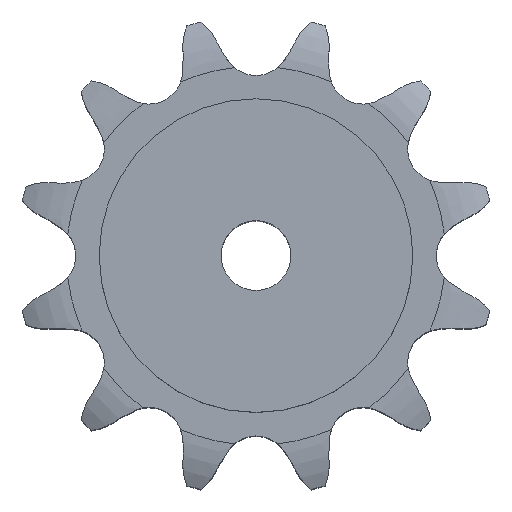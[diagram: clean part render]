
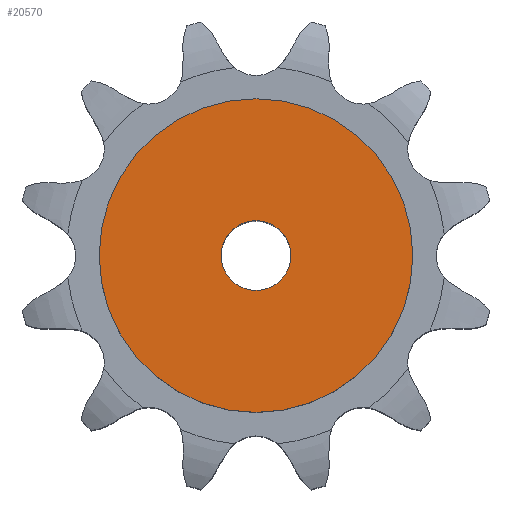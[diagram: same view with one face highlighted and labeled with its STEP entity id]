
A CAD part, top view. The second image highlights one B-rep face of the part: STEP entity #20570.
In plain terms, the highlighted planar face has unit normal (0, 0, 1).
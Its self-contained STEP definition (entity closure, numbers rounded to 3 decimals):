
#11161 = CYLINDRICAL_SURFACE('',#11162,10.);
#11162 = AXIS2_PLACEMENT_3D('',#11163,#11164,#11165);
#11163 = CARTESIAN_POINT('',(0.,0.,249.773));
#11164 = DIRECTION('',(0.,0.,1.));
#11165 = DIRECTION('',(1.,0.,0.));
#14133 = EDGE_CURVE('',#14134,#14134,#14136,.T.);
#14134 = VERTEX_POINT('',#14135);
#14135 = CARTESIAN_POINT('',(10.,0.,115.));
#14136 = SURFACE_CURVE('',#14137,(#14142,#14149),.PCURVE_S1.);
#14137 = CIRCLE('',#14138,10.);
#14138 = AXIS2_PLACEMENT_3D('',#14139,#14140,#14141);
#14139 = CARTESIAN_POINT('',(0.,0.,115.));
#14140 = DIRECTION('',(0.,0.,1.));
#14141 = DIRECTION('',(1.,0.,0.));
#14142 = PCURVE('',#11161,#14143);
#14143 = DEFINITIONAL_REPRESENTATION('',(#14144),#14148);
#14144 = LINE('',#14145,#14146);
#14145 = CARTESIAN_POINT('',(0.,-134.773));
#14146 = VECTOR('',#14147,1.);
#14147 = DIRECTION('',(1.,0.));
#14148 = ( GEOMETRIC_REPRESENTATION_CONTEXT(2) 
PARAMETRIC_REPRESENTATION_CONTEXT() REPRESENTATION_CONTEXT('2D SPACE',''
  ) );
#14149 = PCURVE('',#14150,#14155);
#14150 = PLANE('',#14151);
#14151 = AXIS2_PLACEMENT_3D('',#14152,#14153,#14154);
#14152 = CARTESIAN_POINT('',(0.,0.,115.)
  );
#14153 = DIRECTION('',(0.,0.,1.));
#14154 = DIRECTION('',(1.,0.,0.));
#14155 = DEFINITIONAL_REPRESENTATION('',(#14156),#14160);
#14156 = CIRCLE('',#14157,10.);
#14157 = AXIS2_PLACEMENT_2D('',#14158,#14159);
#14158 = CARTESIAN_POINT('',(0.,0.));
#14159 = DIRECTION('',(1.,0.));
#14160 = ( GEOMETRIC_REPRESENTATION_CONTEXT(2) 
PARAMETRIC_REPRESENTATION_CONTEXT() REPRESENTATION_CONTEXT('2D SPACE',''
  ) );
#20570 = ADVANCED_FACE('',(#20571,#20602),#14150,.T.);
#20571 = FACE_BOUND('',#20572,.T.);
#20572 = EDGE_LOOP('',(#20573));
#20573 = ORIENTED_EDGE('',*,*,#20574,.T.);
#20574 = EDGE_CURVE('',#20575,#20575,#20577,.T.);
#20575 = VERTEX_POINT('',#20576);
#20576 = CARTESIAN_POINT('',(45.,0.,115.));
#20577 = SURFACE_CURVE('',#20578,(#20583,#20590),.PCURVE_S1.);
#20578 = CIRCLE('',#20579,45.);
#20579 = AXIS2_PLACEMENT_3D('',#20580,#20581,#20582);
#20580 = CARTESIAN_POINT('',(0.,0.,115.));
#20581 = DIRECTION('',(0.,0.,1.));
#20582 = DIRECTION('',(1.,0.,0.));
#20583 = PCURVE('',#14150,#20584);
#20584 = DEFINITIONAL_REPRESENTATION('',(#20585),#20589);
#20585 = CIRCLE('',#20586,45.);
#20586 = AXIS2_PLACEMENT_2D('',#20587,#20588);
#20587 = CARTESIAN_POINT('',(0.,0.));
#20588 = DIRECTION('',(1.,0.));
#20589 = ( GEOMETRIC_REPRESENTATION_CONTEXT(2) 
PARAMETRIC_REPRESENTATION_CONTEXT() REPRESENTATION_CONTEXT('2D SPACE',''
  ) );
#20590 = PCURVE('',#20591,#20596);
#20591 = CYLINDRICAL_SURFACE('',#20592,45.);
#20592 = AXIS2_PLACEMENT_3D('',#20593,#20594,#20595);
#20593 = CARTESIAN_POINT('',(0.,0.,0.));
#20594 = DIRECTION('',(-0.,-0.,-1.));
#20595 = DIRECTION('',(1.,0.,0.));
#20596 = DEFINITIONAL_REPRESENTATION('',(#20597),#20601);
#20597 = LINE('',#20598,#20599);
#20598 = CARTESIAN_POINT('',(-0.,-115.));
#20599 = VECTOR('',#20600,1.);
#20600 = DIRECTION('',(-1.,0.));
#20601 = ( GEOMETRIC_REPRESENTATION_CONTEXT(2) 
PARAMETRIC_REPRESENTATION_CONTEXT() REPRESENTATION_CONTEXT('2D SPACE',''
  ) );
#20602 = FACE_BOUND('',#20603,.T.);
#20603 = EDGE_LOOP('',(#20604));
#20604 = ORIENTED_EDGE('',*,*,#14133,.F.);
